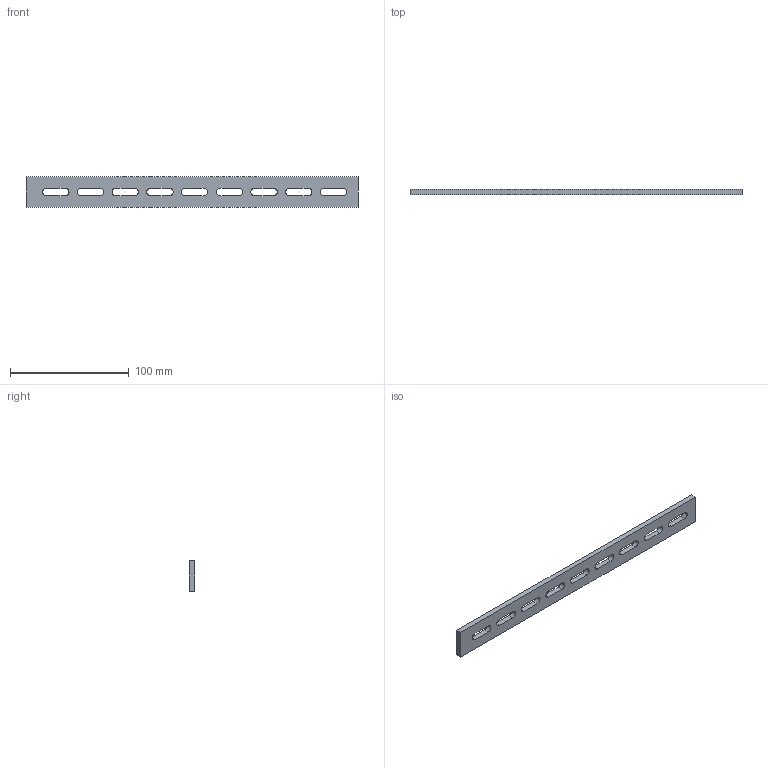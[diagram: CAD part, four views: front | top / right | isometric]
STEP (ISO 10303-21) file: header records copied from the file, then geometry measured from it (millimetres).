
FILE_DESCRIPTION(('produced by SPATIAL CORP'),'2;1');
FILE_NAME( 'clamp_finger.prt.hh.sat.stp','2002-04-19T13:21:28+00:00',('SPATIAL CORP'),( 'SPATIAL CORP'),'ACIS STEP Husk','http://www.spatial.com', 'SPATIAL CORP');
FILE_SCHEMA(('CONFIG_CONTROL_DESIGN'));
Length unit declared in the file: millimetre
Products named in the file (1): PRODUCT_ID_1
Bounding box: 279.4 x 4.57 x 25.4 mm (x, y, z)
Volume: 26995.3 mm3; surface area: 16723.4 mm2
Topology: 1 solids, 1 shells, 60 faces, 174 edges, 116 vertices
Faces by surface type: cylinder 36, plane 24
Entity records: 1861 total; most frequent: ORIENTED_EDGE 348, CARTESIAN_POINT 296, DIRECTION 258, EDGE_CURVE 174, VERTEX_POINT 116, VECTOR 102, LINE 102, AXIS2_PLACEMENT_3D 78
